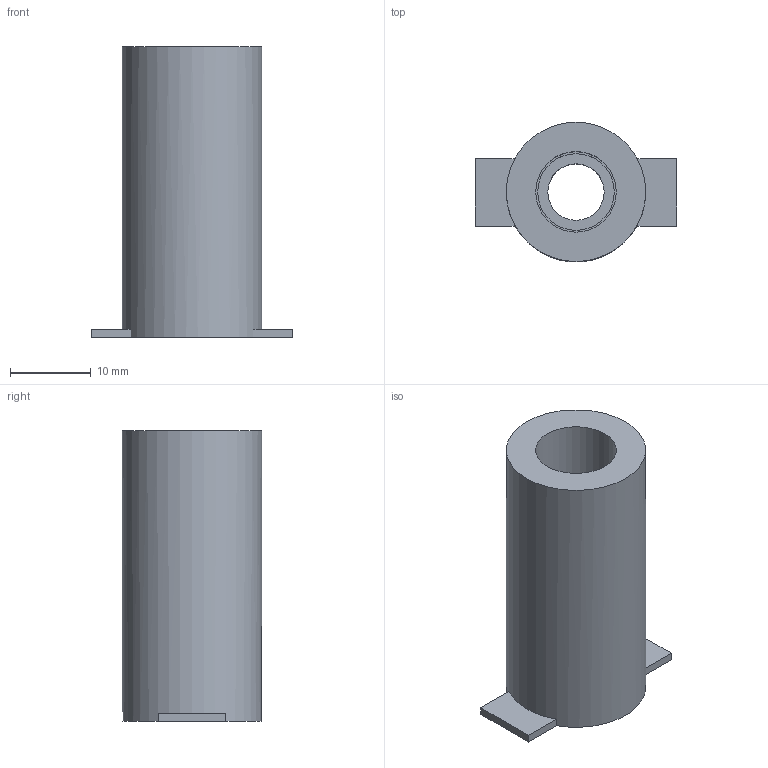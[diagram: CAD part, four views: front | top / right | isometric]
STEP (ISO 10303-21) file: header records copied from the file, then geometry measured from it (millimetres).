
FILE_DESCRIPTION(('FreeCAD Model'),'2;1');
FILE_NAME('Open CASCADE Shape Model','2024-12-25T09:19:20',(''),(''), 'Open CASCADE STEP processor 7.8','FreeCAD','Unknown');
FILE_SCHEMA(('AUTOMOTIVE_DESIGN { 1 0 10303 214 1 1 1 1 }'));
Length unit declared in the file: millimetre
Products named in the file (1): finished
Bounding box: 25 x 17.3 x 36 mm (x, y, z)
Volume: 6544.8 mm3; surface area: 3444.6 mm2
Topology: 1 solids, 1 shells, 20 faces, 41 edges, 25 vertices
Faces by surface type: plane 16, cylinder 4
Full cylindrical faces by diameter (mm): 7 x1, 9.5 x1, 10 x1, 17.3 x1
Entity records: 1086 total; most frequent: CARTESIAN_POINT 195, DIRECTION 169, ORIENTED_EDGE 82, PCURVE 82, DEFINITIONAL_REPRESENTATION 82, LINE 82, VECTOR 82, EDGE_CURVE 41
